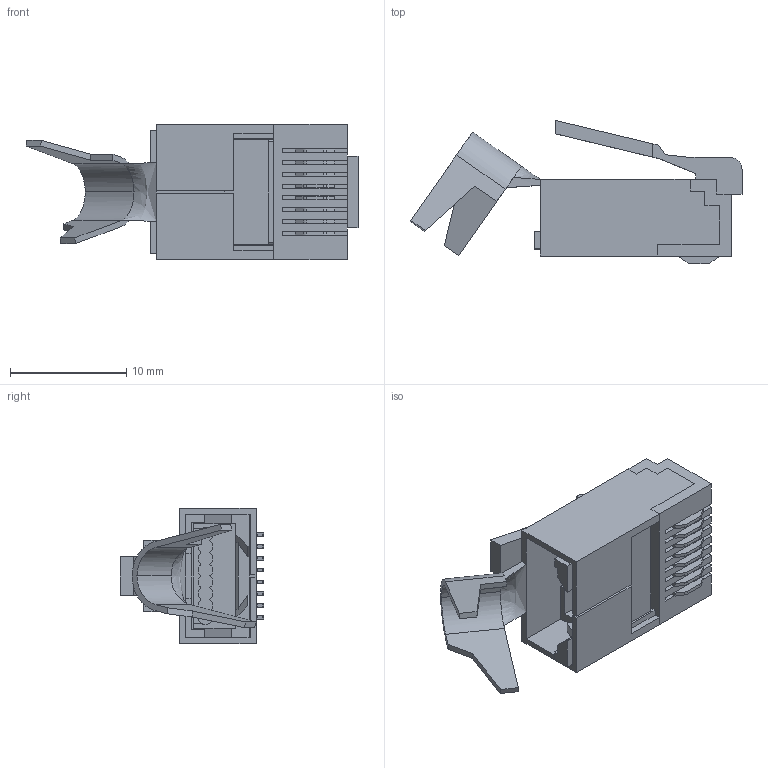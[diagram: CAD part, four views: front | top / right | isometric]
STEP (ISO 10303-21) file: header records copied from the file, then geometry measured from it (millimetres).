
FILE_DESCRIPTION (( 'STEP AP214' ), '1' );
FILE_NAME ('TDS8PC5-V1.STEP', '2014-05-08T15:32:14', ( 'L-Com' ), ( 'L-Com Global Connectivity' ), 'SwSTEP 2.0', 'SolidWorks 2014', '' );
FILE_SCHEMA (( 'AUTOMOTIVE_DESIGN' ));
Length unit declared in the file: inch
Products named in the file (5): TDS8PC5-MA3; TDS8PC5-MA2; TDS8PC5-MA1_NO PIN NUMBERS; TDS8PC5-V1; TDS8PC5-MA4
Assembly tree (11 placements, depth 2):
  TDS8PC5-V1
    TDS8PC5-MA1_NO PIN NUMBERS
    TDS8PC5-MA2
    TDS8PC5-MA3  x8
    TDS8PC5-MA4
Bounding box: 28.59 x 12.32 x 11.68 mm (x, y, z)
Volume: 883.2 mm3; surface area: 2857.1 mm2
Topology: 11 solids, 11 shells, 424 faces, 1185 edges, 778 vertices
Faces by surface type: plane 364, cylinder 52, bspline 4, sphere 4
Entity records: 10570 total; most frequent: CARTESIAN_POINT 1563, ORIENTED_EDGE 1522, DIRECTION 1389, EDGE_CURVE 761, LINE 693, VECTOR 693, VERTEX_POINT 498, AXIS2_PLACEMENT_3D 348
